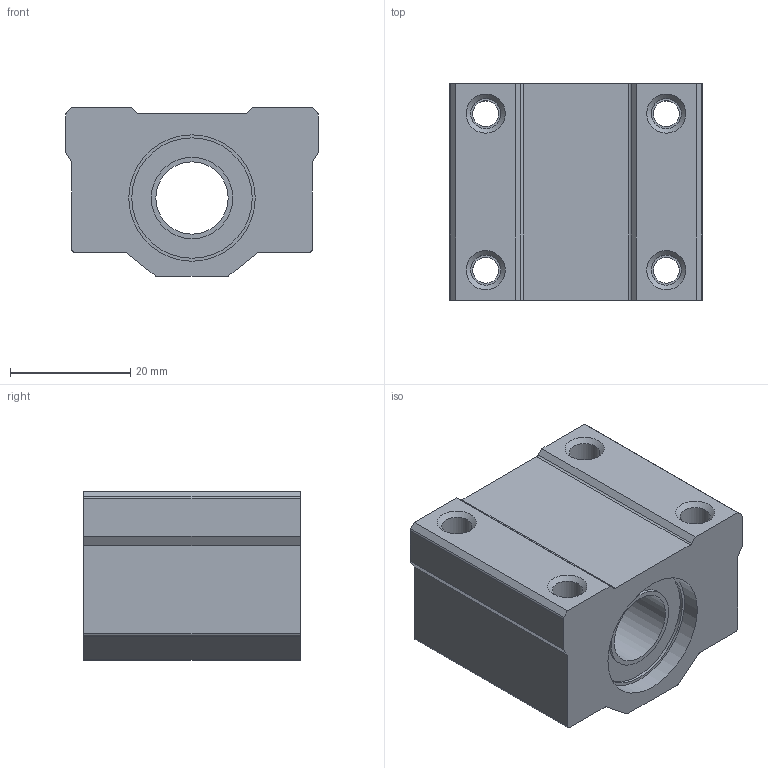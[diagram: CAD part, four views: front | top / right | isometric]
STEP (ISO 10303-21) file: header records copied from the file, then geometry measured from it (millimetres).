
FILE_DESCRIPTION(('FreeCAD Model'),'2;1');
FILE_NAME('sc12uu.step','2015-09-05T17:52:26' ,('Author'),(''),'Open CASCADE STEP processor 6.8','FreeCAD','Unknown' );
FILE_SCHEMA(('AUTOMOTIVE_DESIGN_CC2 { 1 2 10303 214 -1 1 5 4 }'));
Length unit declared in the file: millimetre
Products named in the file (1): sc12uu
Bounding box: 42 x 36 x 28 mm (x, y, z)
Volume: 29556.5 mm3; surface area: 9464 mm2
Topology: 1 solids, 1 shells, 63 faces, 145 edges, 94 vertices
Faces by surface type: plane 30, cylinder 25, cone 8
Full cylindrical faces by diameter (mm): 4.3 x4, 5 x4, 12 x1, 13.5 x2, 20 x2, 21 x2
Entity records: 4214 total; most frequent: CARTESIAN_POINT 765, DIRECTION 579, LINE 311, VECTOR 311, ORIENTED_EDGE 290, PCURVE 290, DEFINITIONAL_REPRESENTATION 290, EDGE_CURVE 145
